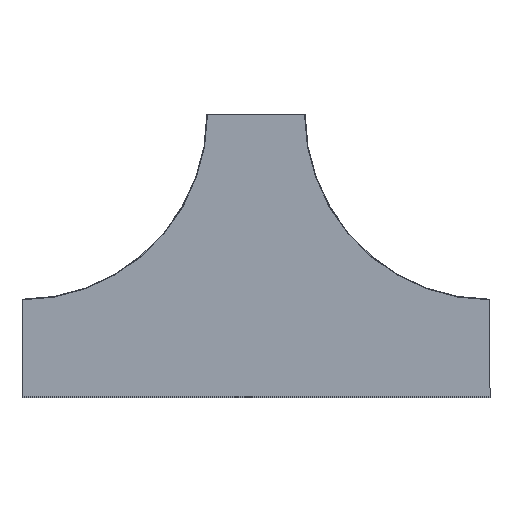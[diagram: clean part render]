
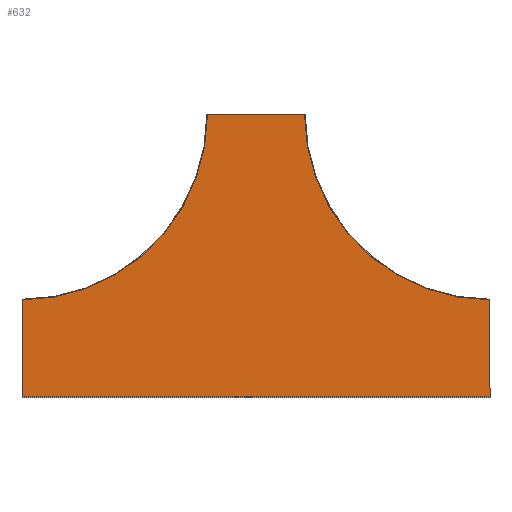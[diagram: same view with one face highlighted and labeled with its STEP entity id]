
A CAD part, front view. The second image highlights one B-rep face of the part: STEP entity #632.
In plain terms, the highlighted planar face has unit normal (0, -1, 0).
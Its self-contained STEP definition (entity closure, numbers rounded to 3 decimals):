
#3 = ORIENTED_EDGE ( 'NONE', *, *, #1121, .T. ) ;
#25 = ORIENTED_EDGE ( 'NONE', *, *, #1099, .F. ) ;
#45 = CARTESIAN_POINT ( 'NONE',  ( -735., -1., -582.5 ) ) ;
#103 = EDGE_LOOP ( 'NONE', ( #25, #3, #466, #267, #699, #586 ) ) ;
#153 = AXIS2_PLACEMENT_3D ( 'NONE', #793, #790, #902 ) ;
#157 = CARTESIAN_POINT ( 'NONE',  ( 735., -1., -582.5 ) ) ;
#165 = AXIS2_PLACEMENT_3D ( 'NONE', #349, #392, #407 ) ;
#172 = DIRECTION ( 'NONE',  ( 0., 0., 1. ) ) ;
#192 = FACE_OUTER_BOUND ( 'NONE', #103, .T. ) ;
#265 = VERTEX_POINT ( 'NONE', #45 ) ;
#267 = ORIENTED_EDGE ( 'NONE', *, *, #1051, .T. ) ;
#340 = CARTESIAN_POINT ( 'NONE',  ( -735., -1., -887.5 ) ) ;
#349 = CARTESIAN_POINT ( 'NONE',  ( -735., -1., 0. ) ) ;
#392 = DIRECTION ( 'NONE',  ( 0., -1., 0. ) ) ;
#400 = LINE ( 'NONE', #771, #813 ) ;
#407 = DIRECTION ( 'NONE',  ( 0., 0., 1. ) ) ;
#423 = VERTEX_POINT ( 'NONE', #1023 ) ;
#466 = ORIENTED_EDGE ( 'NONE', *, *, #1100, .T. ) ;
#490 = AXIS2_PLACEMENT_3D ( 'NONE', #799, #784, #780 ) ;
#493 = VECTOR ( 'NONE', #172, 1000. ) ;
#530 = VECTOR ( 'NONE', #541, 1000. ) ;
#533 = CARTESIAN_POINT ( 'NONE',  ( 735., -1., -582.5 ) ) ;
#541 = DIRECTION ( 'NONE',  ( -1., 0., 0. ) ) ;
#586 = ORIENTED_EDGE ( 'NONE', *, *, #1093, .F. ) ;
#622 = CIRCLE ( 'NONE', #165, 582.5 ) ;
#632 = ADVANCED_FACE ( 'NONE', ( #192 ), #792, .T. ) ;
#681 = CARTESIAN_POINT ( 'NONE',  ( -152.5, -1., 0. ) ) ;
#699 = ORIENTED_EDGE ( 'NONE', *, *, #1066, .F. ) ;
#709 = LINE ( 'NONE', #157, #493 ) ;
#719 = VERTEX_POINT ( 'NONE', #533 ) ;
#771 = CARTESIAN_POINT ( 'NONE',  ( 0., -1., -887.5 ) ) ;
#780 = DIRECTION ( 'NONE',  ( 0., 0., -1. ) ) ;
#784 = DIRECTION ( 'NONE',  ( 0., -1., 0. ) ) ;
#790 = DIRECTION ( 'NONE',  ( 0., 1., 0. ) ) ;
#792 = PLANE ( 'NONE',  #490 ) ;
#793 = CARTESIAN_POINT ( 'NONE',  ( 735., -1., 0. ) ) ;
#799 = CARTESIAN_POINT ( 'NONE',  ( -735., -1., -582.5 ) ) ;
#805 = VERTEX_POINT ( 'NONE', #340 ) ;
#813 = VECTOR ( 'NONE', #824, 1000. ) ;
#824 = DIRECTION ( 'NONE',  ( -1., 0., 0. ) ) ;
#902 = DIRECTION ( 'NONE',  ( 0., 0., 1. ) ) ;
#940 = CIRCLE ( 'NONE', #153, 582.5 ) ;
#941 = LINE ( 'NONE', #1158, #1174 ) ;
#970 = VERTEX_POINT ( 'NONE', #971 ) ;
#971 = CARTESIAN_POINT ( 'NONE',  ( -152.5, -1., 0. ) ) ;
#993 = VERTEX_POINT ( 'NONE', #1068 ) ;
#1002 = DIRECTION ( 'NONE',  ( 0., 0., 1. ) ) ;
#1023 = CARTESIAN_POINT ( 'NONE',  ( 152.5, -1., 0. ) ) ;
#1051 = EDGE_CURVE ( 'NONE', #423, #970, #1178, .T. ) ;
#1066 = EDGE_CURVE ( 'NONE', #265, #970, #622, .T. ) ;
#1068 = CARTESIAN_POINT ( 'NONE',  ( 735., -1., -887.5 ) ) ;
#1093 = EDGE_CURVE ( 'NONE', #805, #265, #941, .T. ) ;
#1099 = EDGE_CURVE ( 'NONE', #993, #805, #400, .T. ) ;
#1100 = EDGE_CURVE ( 'NONE', #719, #423, #940, .T. ) ;
#1121 = EDGE_CURVE ( 'NONE', #993, #719, #709, .T. ) ;
#1158 = CARTESIAN_POINT ( 'NONE',  ( -735., -1., -582.5 ) ) ;
#1174 = VECTOR ( 'NONE', #1002, 1000. ) ;
#1178 = LINE ( 'NONE', #681, #530 ) ;
